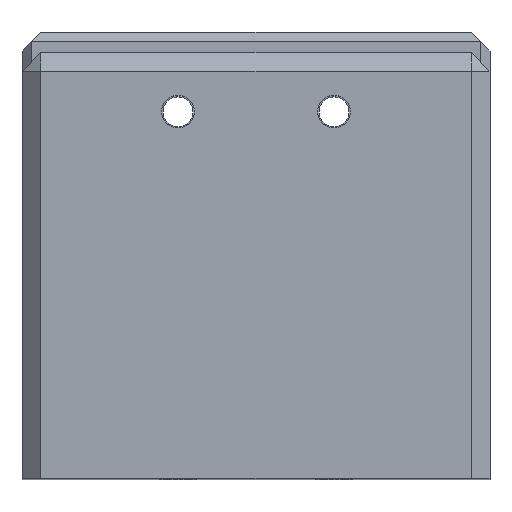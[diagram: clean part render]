
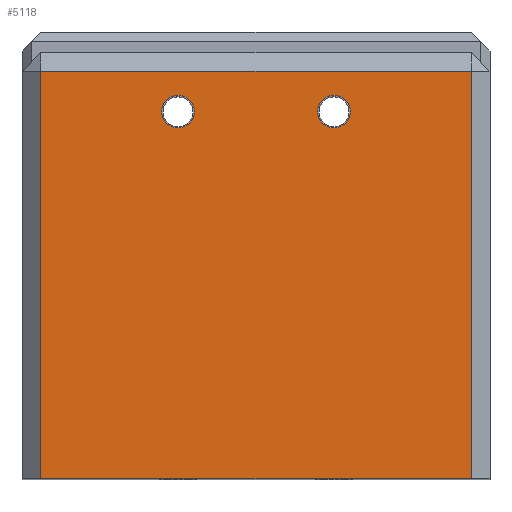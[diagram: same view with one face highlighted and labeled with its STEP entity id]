
A CAD part, top view. The second image highlights one B-rep face of the part: STEP entity #5118.
In plain terms, the highlighted planar face has unit normal (0, 0, 1).
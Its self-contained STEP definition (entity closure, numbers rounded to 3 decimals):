
#582 = PLANE('',#583);
#583 = AXIS2_PLACEMENT_3D('',#584,#585,#586);
#584 = CARTESIAN_POINT('',(274.477,28.303,-12.4));
#585 = DIRECTION('',(0.,-1.,0.));
#586 = DIRECTION('',(0.,0.,-1.));
#3879 = PLANE('',#3880);
#3880 = AXIS2_PLACEMENT_3D('',#3881,#3882,#3883);
#3881 = CARTESIAN_POINT('',(273.477,73.798,-13.4));
#3882 = DIRECTION('',(0.707,0.,0.707));
#3883 = DIRECTION('',(-0.,1.,-0.));
#4063 = PLANE('',#4064);
#4064 = AXIS2_PLACEMENT_3D('',#4065,#4066,#4067);
#4065 = CARTESIAN_POINT('',(225.477,73.798,-13.4));
#4066 = DIRECTION('',(0.707,0.,-0.707));
#4067 = DIRECTION('',(-0.,1.,-0.));
#4123 = EDGE_CURVE('',#4124,#4126,#4128,.T.);
#4124 = VERTEX_POINT('',#4125);
#4125 = CARTESIAN_POINT('',(272.477,28.303,-12.4));
#4126 = VERTEX_POINT('',#4127);
#4127 = CARTESIAN_POINT('',(226.477,28.303,-12.4));
#4128 = SURFACE_CURVE('',#4129,(#4133,#4140),.PCURVE_S1.);
#4129 = LINE('',#4130,#4131);
#4130 = CARTESIAN_POINT('',(274.477,28.303,-12.4));
#4131 = VECTOR('',#4132,1.);
#4132 = DIRECTION('',(-1.,-0.,-0.));
#4133 = PCURVE('',#582,#4134);
#4134 = DEFINITIONAL_REPRESENTATION('',(#4135),#4139);
#4135 = LINE('',#4136,#4137);
#4136 = CARTESIAN_POINT('',(0.,0.));
#4137 = VECTOR('',#4138,1.);
#4138 = DIRECTION('',(0.,-1.));
#4139 = ( GEOMETRIC_REPRESENTATION_CONTEXT(2) 
PARAMETRIC_REPRESENTATION_CONTEXT() REPRESENTATION_CONTEXT('2D SPACE',''
  ) );
#4140 = PCURVE('',#4141,#4146);
#4141 = PLANE('',#4142);
#4142 = AXIS2_PLACEMENT_3D('',#4143,#4144,#4145);
#4143 = CARTESIAN_POINT('',(274.477,73.798,-12.4));
#4144 = DIRECTION('',(0.,0.,1.));
#4145 = DIRECTION('',(0.,-1.,0.));
#4146 = DEFINITIONAL_REPRESENTATION('',(#4147),#4151);
#4147 = LINE('',#4148,#4149);
#4148 = CARTESIAN_POINT('',(45.495,0.));
#4149 = VECTOR('',#4150,1.);
#4150 = DIRECTION('',(0.,-1.));
#4151 = ( GEOMETRIC_REPRESENTATION_CONTEXT(2) 
PARAMETRIC_REPRESENTATION_CONTEXT() REPRESENTATION_CONTEXT('2D SPACE',''
  ) );
#4877 = EDGE_CURVE('',#4878,#4124,#4880,.T.);
#4878 = VERTEX_POINT('',#4879);
#4879 = CARTESIAN_POINT('',(272.477,71.798,-12.4));
#4880 = SURFACE_CURVE('',#4881,(#4885,#4892),.PCURVE_S1.);
#4881 = LINE('',#4882,#4883);
#4882 = CARTESIAN_POINT('',(272.477,73.798,-12.4));
#4883 = VECTOR('',#4884,1.);
#4884 = DIRECTION('',(0.,-1.,0.));
#4885 = PCURVE('',#3879,#4886);
#4886 = DEFINITIONAL_REPRESENTATION('',(#4887),#4891);
#4887 = LINE('',#4888,#4889);
#4888 = CARTESIAN_POINT('',(-0.,1.414));
#4889 = VECTOR('',#4890,1.);
#4890 = DIRECTION('',(-1.,0.));
#4891 = ( GEOMETRIC_REPRESENTATION_CONTEXT(2) 
PARAMETRIC_REPRESENTATION_CONTEXT() REPRESENTATION_CONTEXT('2D SPACE',''
  ) );
#4892 = PCURVE('',#4141,#4893);
#4893 = DEFINITIONAL_REPRESENTATION('',(#4894),#4898);
#4894 = LINE('',#4895,#4896);
#4895 = CARTESIAN_POINT('',(0.,-2.));
#4896 = VECTOR('',#4897,1.);
#4897 = DIRECTION('',(1.,0.));
#4898 = ( GEOMETRIC_REPRESENTATION_CONTEXT(2) 
PARAMETRIC_REPRESENTATION_CONTEXT() REPRESENTATION_CONTEXT('2D SPACE',''
  ) );
#5075 = EDGE_CURVE('',#5076,#4126,#5078,.T.);
#5076 = VERTEX_POINT('',#5077);
#5077 = CARTESIAN_POINT('',(226.477,71.798,-12.4));
#5078 = SURFACE_CURVE('',#5079,(#5083,#5090),.PCURVE_S1.);
#5079 = LINE('',#5080,#5081);
#5080 = CARTESIAN_POINT('',(226.477,73.798,-12.4));
#5081 = VECTOR('',#5082,1.);
#5082 = DIRECTION('',(0.,-1.,0.));
#5083 = PCURVE('',#4063,#5084);
#5084 = DEFINITIONAL_REPRESENTATION('',(#5085),#5089);
#5085 = LINE('',#5086,#5087);
#5086 = CARTESIAN_POINT('',(-0.,1.414));
#5087 = VECTOR('',#5088,1.);
#5088 = DIRECTION('',(-1.,0.));
#5089 = ( GEOMETRIC_REPRESENTATION_CONTEXT(2) 
PARAMETRIC_REPRESENTATION_CONTEXT() REPRESENTATION_CONTEXT('2D SPACE',''
  ) );
#5090 = PCURVE('',#4141,#5091);
#5091 = DEFINITIONAL_REPRESENTATION('',(#5092),#5096);
#5092 = LINE('',#5093,#5094);
#5093 = CARTESIAN_POINT('',(0.,-48.));
#5094 = VECTOR('',#5095,1.);
#5095 = DIRECTION('',(1.,0.));
#5096 = ( GEOMETRIC_REPRESENTATION_CONTEXT(2) 
PARAMETRIC_REPRESENTATION_CONTEXT() REPRESENTATION_CONTEXT('2D SPACE',''
  ) );
#5118 = ADVANCED_FACE('',(#5119,#5150,#5181),#4141,.T.);
#5119 = FACE_BOUND('',#5120,.T.);
#5120 = EDGE_LOOP('',(#5121,#5122,#5123,#5149));
#5121 = ORIENTED_EDGE('',*,*,#4123,.F.);
#5122 = ORIENTED_EDGE('',*,*,#4877,.F.);
#5123 = ORIENTED_EDGE('',*,*,#5124,.T.);
#5124 = EDGE_CURVE('',#4878,#5076,#5125,.T.);
#5125 = SURFACE_CURVE('',#5126,(#5130,#5137),.PCURVE_S1.);
#5126 = LINE('',#5127,#5128);
#5127 = CARTESIAN_POINT('',(274.477,71.798,-12.4));
#5128 = VECTOR('',#5129,1.);
#5129 = DIRECTION('',(-1.,-0.,-0.));
#5130 = PCURVE('',#4141,#5131);
#5131 = DEFINITIONAL_REPRESENTATION('',(#5132),#5136);
#5132 = LINE('',#5133,#5134);
#5133 = CARTESIAN_POINT('',(2.,0.));
#5134 = VECTOR('',#5135,1.);
#5135 = DIRECTION('',(0.,-1.));
#5136 = ( GEOMETRIC_REPRESENTATION_CONTEXT(2) 
PARAMETRIC_REPRESENTATION_CONTEXT() REPRESENTATION_CONTEXT('2D SPACE',''
  ) );
#5137 = PCURVE('',#5138,#5143);
#5138 = PLANE('',#5139);
#5139 = AXIS2_PLACEMENT_3D('',#5140,#5141,#5142);
#5140 = CARTESIAN_POINT('',(274.477,72.798,-13.4));
#5141 = DIRECTION('',(0.,0.707,0.707));
#5142 = DIRECTION('',(-1.,0.,0.));
#5143 = DEFINITIONAL_REPRESENTATION('',(#5144),#5148);
#5144 = LINE('',#5145,#5146);
#5145 = CARTESIAN_POINT('',(0.,1.414));
#5146 = VECTOR('',#5147,1.);
#5147 = DIRECTION('',(1.,0.));
#5148 = ( GEOMETRIC_REPRESENTATION_CONTEXT(2) 
PARAMETRIC_REPRESENTATION_CONTEXT() REPRESENTATION_CONTEXT('2D SPACE',''
  ) );
#5149 = ORIENTED_EDGE('',*,*,#5075,.T.);
#5150 = FACE_BOUND('',#5151,.T.);
#5151 = EDGE_LOOP('',(#5152));
#5152 = ORIENTED_EDGE('',*,*,#5153,.F.);
#5153 = EDGE_CURVE('',#5154,#5154,#5156,.T.);
#5154 = VERTEX_POINT('',#5155);
#5155 = CARTESIAN_POINT('',(242.894,67.498,-12.4));
#5156 = SURFACE_CURVE('',#5157,(#5162,#5169),.PCURVE_S1.);
#5157 = CIRCLE('',#5158,1.75);
#5158 = AXIS2_PLACEMENT_3D('',#5159,#5160,#5161);
#5159 = CARTESIAN_POINT('',(241.144,67.498,-12.4));
#5160 = DIRECTION('',(0.,0.,1.));
#5161 = DIRECTION('',(1.,0.,0.));
#5162 = PCURVE('',#4141,#5163);
#5163 = DEFINITIONAL_REPRESENTATION('',(#5164),#5168);
#5164 = CIRCLE('',#5165,1.75);
#5165 = AXIS2_PLACEMENT_2D('',#5166,#5167);
#5166 = CARTESIAN_POINT('',(6.3,-33.333));
#5167 = DIRECTION('',(0.,1.));
#5168 = ( GEOMETRIC_REPRESENTATION_CONTEXT(2) 
PARAMETRIC_REPRESENTATION_CONTEXT() REPRESENTATION_CONTEXT('2D SPACE',''
  ) );
#5169 = PCURVE('',#5170,#5175);
#5170 = CYLINDRICAL_SURFACE('',#5171,1.75);
#5171 = AXIS2_PLACEMENT_3D('',#5172,#5173,#5174);
#5172 = CARTESIAN_POINT('',(241.144,67.498,-12.4));
#5173 = DIRECTION('',(0.,0.,1.));
#5174 = DIRECTION('',(1.,0.,0.));
#5175 = DEFINITIONAL_REPRESENTATION('',(#5176),#5180);
#5176 = LINE('',#5177,#5178);
#5177 = CARTESIAN_POINT('',(0.,0.));
#5178 = VECTOR('',#5179,1.);
#5179 = DIRECTION('',(1.,0.));
#5180 = ( GEOMETRIC_REPRESENTATION_CONTEXT(2) 
PARAMETRIC_REPRESENTATION_CONTEXT() REPRESENTATION_CONTEXT('2D SPACE',''
  ) );
#5181 = FACE_BOUND('',#5182,.T.);
#5182 = EDGE_LOOP('',(#5183));
#5183 = ORIENTED_EDGE('',*,*,#5184,.F.);
#5184 = EDGE_CURVE('',#5185,#5185,#5187,.T.);
#5185 = VERTEX_POINT('',#5186);
#5186 = CARTESIAN_POINT('',(259.561,67.498,-12.4));
#5187 = SURFACE_CURVE('',#5188,(#5193,#5200),.PCURVE_S1.);
#5188 = CIRCLE('',#5189,1.75);
#5189 = AXIS2_PLACEMENT_3D('',#5190,#5191,#5192);
#5190 = CARTESIAN_POINT('',(257.811,67.498,-12.4));
#5191 = DIRECTION('',(0.,0.,1.));
#5192 = DIRECTION('',(1.,0.,0.));
#5193 = PCURVE('',#4141,#5194);
#5194 = DEFINITIONAL_REPRESENTATION('',(#5195),#5199);
#5195 = CIRCLE('',#5196,1.75);
#5196 = AXIS2_PLACEMENT_2D('',#5197,#5198);
#5197 = CARTESIAN_POINT('',(6.3,-16.667));
#5198 = DIRECTION('',(0.,1.));
#5199 = ( GEOMETRIC_REPRESENTATION_CONTEXT(2) 
PARAMETRIC_REPRESENTATION_CONTEXT() REPRESENTATION_CONTEXT('2D SPACE',''
  ) );
#5200 = PCURVE('',#5201,#5206);
#5201 = CYLINDRICAL_SURFACE('',#5202,1.75);
#5202 = AXIS2_PLACEMENT_3D('',#5203,#5204,#5205);
#5203 = CARTESIAN_POINT('',(257.811,67.498,-12.4));
#5204 = DIRECTION('',(0.,0.,1.));
#5205 = DIRECTION('',(1.,0.,0.));
#5206 = DEFINITIONAL_REPRESENTATION('',(#5207),#5211);
#5207 = LINE('',#5208,#5209);
#5208 = CARTESIAN_POINT('',(0.,0.));
#5209 = VECTOR('',#5210,1.);
#5210 = DIRECTION('',(1.,0.));
#5211 = ( GEOMETRIC_REPRESENTATION_CONTEXT(2) 
PARAMETRIC_REPRESENTATION_CONTEXT() REPRESENTATION_CONTEXT('2D SPACE',''
  ) );
